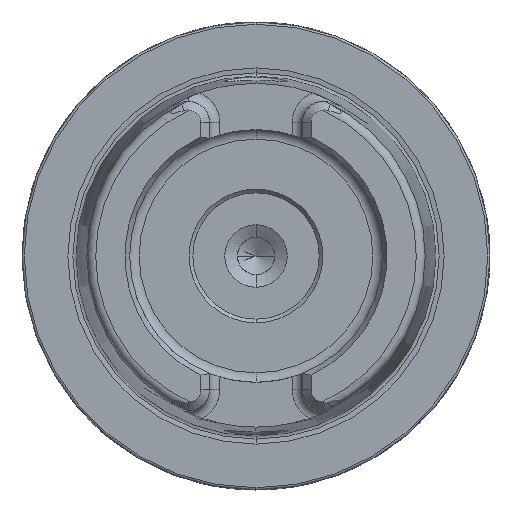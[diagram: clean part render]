
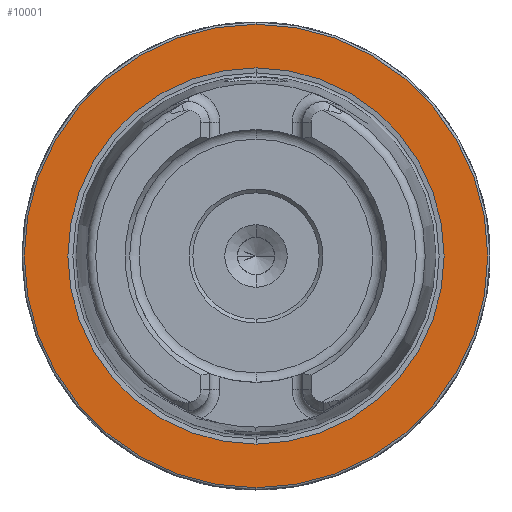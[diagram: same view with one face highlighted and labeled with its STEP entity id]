
A CAD part, left-side view. The second image highlights one B-rep face of the part: STEP entity #10001.
In plain terms, the highlighted planar face has unit normal (-1, 0, 0).
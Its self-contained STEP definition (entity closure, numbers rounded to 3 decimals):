
#636 = VERTEX_POINT ( 'NONE', #12493 ) ;
#639 = VERTEX_POINT ( 'NONE', #12496 ) ;
#640 = VERTEX_POINT ( 'NONE', #12497 ) ;
#643 = VERTEX_POINT ( 'NONE', #12500 ) ;
#1512 = CARTESIAN_POINT ( 'NONE',  ( 0., 0., 0. ) ) ;
#1513 = DIRECTION ( 'NONE',  ( -1., 0., 0. ) ) ;
#1514 = DIRECTION ( 'NONE',  ( 0., 0., 1. ) ) ;
#1515 = CARTESIAN_POINT ( 'NONE',  ( 0., 0., 0. ) ) ;
#1516 = DIRECTION ( 'NONE',  ( -1., 0., 0. ) ) ;
#1517 = DIRECTION ( 'NONE',  ( 0., 0., 1. ) ) ;
#2166 = CARTESIAN_POINT ( 'NONE',  ( 0., 0., 0. ) ) ;
#2167 = DIRECTION ( 'NONE',  ( -1., 0., 0. ) ) ;
#2168 = DIRECTION ( 'NONE',  ( 0., 0., 1. ) ) ;
#2178 = CARTESIAN_POINT ( 'NONE',  ( 0., 0., 0. ) ) ;
#2179 = DIRECTION ( 'NONE',  ( -1., 0., 0. ) ) ;
#2180 = DIRECTION ( 'NONE',  ( 0., 0., 1. ) ) ;
#6241 = CARTESIAN_POINT ( 'NONE',  ( 0., 31.2, 0. ) ) ;
#6242 = FACE_BOUND ( 'NONE', #11800, .T. ) ;
#6245 = FACE_OUTER_BOUND ( 'NONE', #11799, .T. ) ;
#6246 = PLANE ( 'NONE',  #6623 ) ;
#6248 = DIRECTION ( 'NONE',  ( 1., 0., 0. ) ) ;
#6249 = DIRECTION ( 'NONE',  ( 0., 0., -1. ) ) ;
#6623 = AXIS2_PLACEMENT_3D ( 'NONE', #6241, #6248, #6249 ) ;
#6739 = CIRCLE ( 'NONE', #6743, 25.324 ) ;
#6743 = AXIS2_PLACEMENT_3D ( 'NONE', #2166, #2167, #2168 ) ;
#6747 = CIRCLE ( 'NONE', #6750, 31.2 ) ;
#6750 = AXIS2_PLACEMENT_3D ( 'NONE', #2178, #2179, #2180 ) ;
#7771 = CIRCLE ( 'NONE', #7774, 31.2 ) ;
#7773 = CIRCLE ( 'NONE', #7776, 25.324 ) ;
#7774 = AXIS2_PLACEMENT_3D ( 'NONE', #1512, #1513, #1514 ) ;
#7776 = AXIS2_PLACEMENT_3D ( 'NONE', #1515, #1516, #1517 ) ;
#9506 = ORIENTED_EDGE ( 'NONE', *, *, #10101, .T. ) ;
#9507 = ORIENTED_EDGE ( 'NONE', *, *, #10673, .F. ) ;
#9508 = ORIENTED_EDGE ( 'NONE', *, *, #10097, .F. ) ;
#9509 = ORIENTED_EDGE ( 'NONE', *, *, #10672, .T. ) ;
#10001 = ADVANCED_FACE ( 'NONE', ( #6242, #6245 ), #6246, .F. ) ;
#10097 = EDGE_CURVE ( 'NONE', #643, #639, #6739, .T. ) ;
#10101 = EDGE_CURVE ( 'NONE', #640, #636, #6747, .T. ) ;
#10672 = EDGE_CURVE ( 'NONE', #636, #640, #7771, .T. ) ;
#10673 = EDGE_CURVE ( 'NONE', #639, #643, #7773, .T. ) ;
#11799 = EDGE_LOOP ( 'NONE', ( #9506, #9509 ) ) ;
#11800 = EDGE_LOOP ( 'NONE', ( #9507, #9508 ) ) ;
#12493 = CARTESIAN_POINT ( 'NONE',  ( 0., 0., -31.2 ) ) ;
#12496 = CARTESIAN_POINT ( 'NONE',  ( 0., 0., 25.324 ) ) ;
#12497 = CARTESIAN_POINT ( 'NONE',  ( 0., 0., 31.2 ) ) ;
#12500 = CARTESIAN_POINT ( 'NONE',  ( 0., 0., -25.324 ) ) ;
